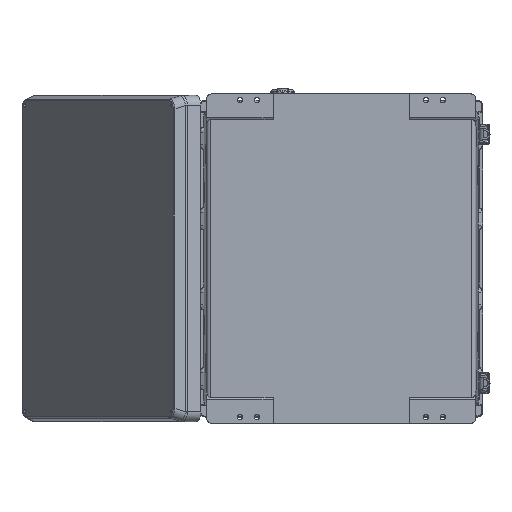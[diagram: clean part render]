
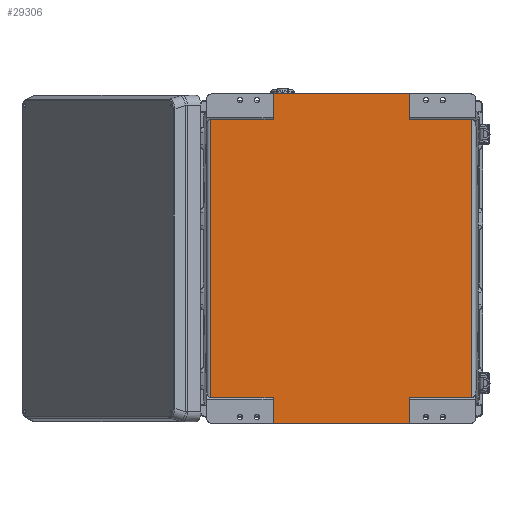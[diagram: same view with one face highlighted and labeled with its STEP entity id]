
A CAD part, front view. The second image highlights one B-rep face of the part: STEP entity #29306.
In plain terms, the highlighted planar face has unit normal (0, -1, 0).
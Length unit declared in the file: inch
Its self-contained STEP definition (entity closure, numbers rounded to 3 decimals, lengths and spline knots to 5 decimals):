
#145 = VECTOR ( 'NONE', #6161, 39.37008 ) ;
#2090 = LINE ( 'NONE', #104528, #36809 ) ;
#2317 = ORIENTED_EDGE ( 'NONE', *, *, #74721, .T. ) ;
#2736 = DIRECTION ( 'NONE',  ( -1., 0., 0. ) ) ;
#3972 = CARTESIAN_POINT ( 'NONE',  ( 4.03163, 0.05906, -19.48819 ) ) ;
#6161 = DIRECTION ( 'NONE',  ( 1., 0., 0. ) ) ;
#6936 = LINE ( 'NONE', #31135, #73509 ) ;
#7080 = VERTEX_POINT ( 'NONE', #64943 ) ;
#8221 = LINE ( 'NONE', #85955, #27015 ) ;
#8819 = VECTOR ( 'NONE', #12074, 39.37008 ) ;
#9456 = DIRECTION ( 'NONE',  ( 0., 0., 1. ) ) ;
#10300 = EDGE_CURVE ( 'NONE', #13591, #59459, #6936, .T. ) ;
#10705 = EDGE_CURVE ( 'NONE', #17501, #25897, #8221, .T. ) ;
#12074 = DIRECTION ( 'NONE',  ( 0., 0., 1. ) ) ;
#13033 = CARTESIAN_POINT ( 'NONE',  ( -7.73754, 0.05906, -17.96858 ) ) ;
#13591 = VERTEX_POINT ( 'NONE', #89825 ) ;
#14412 = CARTESIAN_POINT ( 'NONE',  ( 8.11811, 0.05906, 0. ) ) ;
#17004 = DIRECTION ( 'NONE',  ( -1., 0., 0. ) ) ;
#17501 = VERTEX_POINT ( 'NONE', #3972 ) ;
#18337 = CARTESIAN_POINT ( 'NONE',  ( 8.11811, 0.05906, -1.51961 ) ) ;
#18719 = LINE ( 'NONE', #22881, #112605 ) ;
#20362 = LINE ( 'NONE', #27085, #42042 ) ;
#21196 = ORIENTED_EDGE ( 'NONE', *, *, #10705, .F. ) ;
#22881 = CARTESIAN_POINT ( 'NONE',  ( 4.03163, 0.05906, -20.34606 ) ) ;
#23193 = VERTEX_POINT ( 'NONE', #13033 ) ;
#25897 = VERTEX_POINT ( 'NONE', #56372 ) ;
#27015 = VECTOR ( 'NONE', #2736, 39.37008 ) ;
#27085 = CARTESIAN_POINT ( 'NONE',  ( 8.11811, 0.05906, -17.96858 ) ) ;
#28896 = VERTEX_POINT ( 'NONE', #113635 ) ;
#29306 = ADVANCED_FACE ( 'NONE', ( #38496 ), #73705, .F. ) ;
#29391 = EDGE_LOOP ( 'NONE', ( #51395, #49154, #118289, #21196, #107064, #102123, #2317, #99928, #88972, #103356, #38656, #49693 ) ) ;
#31135 = CARTESIAN_POINT ( 'NONE',  ( 4.03163, 0.05906, 0.85787 ) ) ;
#32922 = DIRECTION ( 'NONE',  ( 0., 0., -1. ) ) ;
#33761 = CARTESIAN_POINT ( 'NONE',  ( -8.11811, 0.05906, -1.51961 ) ) ;
#33994 = CARTESIAN_POINT ( 'NONE',  ( 7.73754, 0.05906, -17.96858 ) ) ;
#34077 = DIRECTION ( 'NONE',  ( 0., 0., 1. ) ) ;
#34693 = VECTOR ( 'NONE', #69797, 39.37008 ) ;
#36057 = VECTOR ( 'NONE', #34077, 39.37008 ) ;
#36809 = VECTOR ( 'NONE', #75496, 39.37008 ) ;
#38496 = FACE_OUTER_BOUND ( 'NONE', #29391, .T. ) ;
#38656 = ORIENTED_EDGE ( 'NONE', *, *, #89835, .F. ) ;
#39747 = LINE ( 'NONE', #113280, #110591 ) ;
#42042 = VECTOR ( 'NONE', #17004, 39.37008 ) ;
#44157 = VERTEX_POINT ( 'NONE', #108370 ) ;
#47583 = CARTESIAN_POINT ( 'NONE',  ( 4.03163, 0.05906, 0. ) ) ;
#49154 = ORIENTED_EDGE ( 'NONE', *, *, #50434, .T. ) ;
#49693 = ORIENTED_EDGE ( 'NONE', *, *, #95773, .F. ) ;
#50434 = EDGE_CURVE ( 'NONE', #23193, #114420, #65171, .T. ) ;
#51395 = ORIENTED_EDGE ( 'NONE', *, *, #63883, .F. ) ;
#53439 = CARTESIAN_POINT ( 'NONE',  ( -8.11811, 0.05906, -17.96858 ) ) ;
#54478 = EDGE_CURVE ( 'NONE', #98388, #13591, #2090, .T. ) ;
#54618 = LINE ( 'NONE', #112716, #79161 ) ;
#56372 = CARTESIAN_POINT ( 'NONE',  ( -4.03163, 0.05906, -19.48819 ) ) ;
#56390 = EDGE_CURVE ( 'NONE', #94873, #88733, #20362, .T. ) ;
#59459 = VERTEX_POINT ( 'NONE', #47583 ) ;
#60055 = DIRECTION ( 'NONE',  ( -1., 0., 0. ) ) ;
#60633 = LINE ( 'NONE', #90223, #36057 ) ;
#61251 = VECTOR ( 'NONE', #60055, 39.37008 ) ;
#63883 = EDGE_CURVE ( 'NONE', #23193, #44157, #39747, .T. ) ;
#64780 = DIRECTION ( 'NONE',  ( 0., 1., 0. ) ) ;
#64943 = CARTESIAN_POINT ( 'NONE',  ( -4.03163, 0.05906, -1.51961 ) ) ;
#65171 = LINE ( 'NONE', #53439, #145 ) ;
#65796 = EDGE_CURVE ( 'NONE', #59459, #28896, #104584, .T. ) ;
#67057 = DIRECTION ( 'NONE',  ( 0., 0., -1. ) ) ;
#69797 = DIRECTION ( 'NONE',  ( 1., 0., 0. ) ) ;
#73509 = VECTOR ( 'NONE', #95413, 39.37008 ) ;
#73705 = PLANE ( 'NONE',  #80456 ) ;
#74130 = EDGE_CURVE ( 'NONE', #114420, #25897, #54618, .T. ) ;
#74721 = EDGE_CURVE ( 'NONE', #94873, #98388, #60633, .T. ) ;
#75496 = DIRECTION ( 'NONE',  ( -1., 0., 0. ) ) ;
#78476 = CARTESIAN_POINT ( 'NONE',  ( 4.03163, 0.05906, -17.96858 ) ) ;
#79161 = VECTOR ( 'NONE', #67057, 39.37008 ) ;
#80456 = AXIS2_PLACEMENT_3D ( 'NONE', #18337, #64780, #9456 ) ;
#85955 = CARTESIAN_POINT ( 'NONE',  ( 8.11811, 0.05906, -19.48819 ) ) ;
#88733 = VERTEX_POINT ( 'NONE', #78476 ) ;
#88972 = ORIENTED_EDGE ( 'NONE', *, *, #10300, .T. ) ;
#89825 = CARTESIAN_POINT ( 'NONE',  ( 4.03163, 0.05906, -1.51961 ) ) ;
#89835 = EDGE_CURVE ( 'NONE', #7080, #28896, #101281, .T. ) ;
#90223 = CARTESIAN_POINT ( 'NONE',  ( 7.73754, 0.05906, -1.51961 ) ) ;
#90287 = CARTESIAN_POINT ( 'NONE',  ( 7.73754, 0.05906, -1.51961 ) ) ;
#94873 = VERTEX_POINT ( 'NONE', #33994 ) ;
#95097 = DIRECTION ( 'NONE',  ( 0., 0., 1. ) ) ;
#95413 = DIRECTION ( 'NONE',  ( 0., 0., 1. ) ) ;
#95773 = EDGE_CURVE ( 'NONE', #44157, #7080, #104137, .T. ) ;
#98388 = VERTEX_POINT ( 'NONE', #90287 ) ;
#99928 = ORIENTED_EDGE ( 'NONE', *, *, #54478, .T. ) ;
#101281 = LINE ( 'NONE', #102575, #8819 ) ;
#102123 = ORIENTED_EDGE ( 'NONE', *, *, #56390, .F. ) ;
#102575 = CARTESIAN_POINT ( 'NONE',  ( -4.03163, 0.05906, 0.85787 ) ) ;
#103356 = ORIENTED_EDGE ( 'NONE', *, *, #65796, .T. ) ;
#104137 = LINE ( 'NONE', #33761, #34693 ) ;
#104528 = CARTESIAN_POINT ( 'NONE',  ( 8.11811, 0.05906, -1.51961 ) ) ;
#104584 = LINE ( 'NONE', #14412, #61251 ) ;
#107064 = ORIENTED_EDGE ( 'NONE', *, *, #114727, .F. ) ;
#108370 = CARTESIAN_POINT ( 'NONE',  ( -7.73754, 0.05906, -1.51961 ) ) ;
#110591 = VECTOR ( 'NONE', #95097, 39.37008 ) ;
#112605 = VECTOR ( 'NONE', #32922, 39.37008 ) ;
#112716 = CARTESIAN_POINT ( 'NONE',  ( -4.03163, 0.05906, -20.34606 ) ) ;
#113280 = CARTESIAN_POINT ( 'NONE',  ( -7.73754, 0.05906, -1.51961 ) ) ;
#113635 = CARTESIAN_POINT ( 'NONE',  ( -4.03163, 0.05906, 0. ) ) ;
#114420 = VERTEX_POINT ( 'NONE', #118099 ) ;
#114727 = EDGE_CURVE ( 'NONE', #88733, #17501, #18719, .T. ) ;
#118099 = CARTESIAN_POINT ( 'NONE',  ( -4.03163, 0.05906, -17.96858 ) ) ;
#118289 = ORIENTED_EDGE ( 'NONE', *, *, #74130, .T. ) ;
